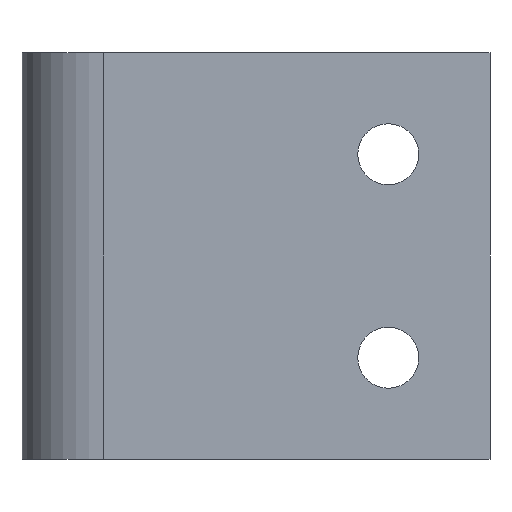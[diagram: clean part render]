
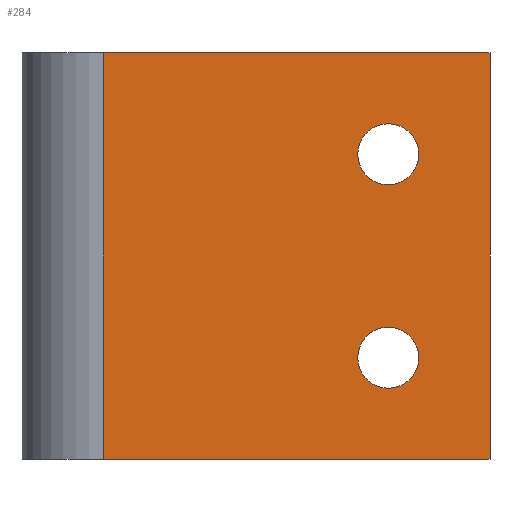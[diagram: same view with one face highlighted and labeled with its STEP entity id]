
A CAD part, front view. The second image highlights one B-rep face of the part: STEP entity #284.
In plain terms, the highlighted planar face has unit normal (0, -1, 0).
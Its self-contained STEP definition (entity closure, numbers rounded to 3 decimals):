
#14 = CIRCLE ( 'NONE', #295, 1.5 ) ;
#52 = ORIENTED_EDGE ( 'NONE', *, *, #299, .F. ) ;
#53 = DIRECTION ( 'NONE',  ( 1., 0., 0. ) ) ;
#67 = EDGE_CURVE ( 'NONE', #698, #169, #14, .T. ) ;
#74 = ORIENTED_EDGE ( 'NONE', *, *, #461, .T. ) ;
#82 = DIRECTION ( 'NONE',  ( 1., 0., 0. ) ) ;
#110 = LINE ( 'NONE', #667, #913 ) ;
#132 = DIRECTION ( 'NONE',  ( 0., 1., 0. ) ) ;
#135 = CARTESIAN_POINT ( 'NONE',  ( 18., 0., 6.5 ) ) ;
#154 = ORIENTED_EDGE ( 'NONE', *, *, #67, .T. ) ;
#159 = EDGE_CURVE ( 'NONE', #293, #210, #914, .T. ) ;
#169 = VERTEX_POINT ( 'NONE', #135 ) ;
#191 = CARTESIAN_POINT ( 'NONE',  ( 18., 0., 5. ) ) ;
#198 = CARTESIAN_POINT ( 'NONE',  ( 18., 0., -5. ) ) ;
#210 = VERTEX_POINT ( 'NONE', #580 ) ;
#214 = DIRECTION ( 'NONE',  ( 0., -1., 0. ) ) ;
#230 = CARTESIAN_POINT ( 'NONE',  ( 4., 0., -10. ) ) ;
#248 = DIRECTION ( 'NONE',  ( 0., 1., 0. ) ) ;
#268 = ORIENTED_EDGE ( 'NONE', *, *, #833, .T. ) ;
#271 = CARTESIAN_POINT ( 'NONE',  ( 0., 0., -10. ) ) ;
#280 = CIRCLE ( 'NONE', #544, 1.5 ) ;
#284 = ADVANCED_FACE ( 'NONE', ( #674, #300, #759 ), #738, .F. ) ;
#293 = VERTEX_POINT ( 'NONE', #370 ) ;
#295 = AXIS2_PLACEMENT_3D ( 'NONE', #191, #132, #701 ) ;
#299 = EDGE_CURVE ( 'NONE', #409, #475, #407, .T. ) ;
#300 = FACE_OUTER_BOUND ( 'NONE', #360, .T. ) ;
#309 = VECTOR ( 'NONE', #891, 1000. ) ;
#310 = DIRECTION ( 'NONE',  ( 0., 0., -1. ) ) ;
#360 = EDGE_LOOP ( 'NONE', ( #734, #945, #52, #268 ) ) ;
#370 = CARTESIAN_POINT ( 'NONE',  ( 18., 0., -6.5 ) ) ;
#383 = CARTESIAN_POINT ( 'NONE',  ( 4., 0., 10. ) ) ;
#393 = CARTESIAN_POINT ( 'NONE',  ( 4., 0., 10. ) ) ;
#399 = CARTESIAN_POINT ( 'NONE',  ( 23., 0., 10. ) ) ;
#407 = LINE ( 'NONE', #668, #772 ) ;
#409 = VERTEX_POINT ( 'NONE', #393 ) ;
#434 = DIRECTION ( 'NONE',  ( 0., 0., 1. ) ) ;
#443 = CARTESIAN_POINT ( 'NONE',  ( 23., 0., -10. ) ) ;
#461 = EDGE_CURVE ( 'NONE', #169, #698, #941, .T. ) ;
#475 = VERTEX_POINT ( 'NONE', #399 ) ;
#497 = ORIENTED_EDGE ( 'NONE', *, *, #740, .F. ) ;
#503 = DIRECTION ( 'NONE',  ( 0., 0., 1. ) ) ;
#544 = AXIS2_PLACEMENT_3D ( 'NONE', #198, #647, #434 ) ;
#580 = CARTESIAN_POINT ( 'NONE',  ( 18., 0., -3.5 ) ) ;
#585 = ORIENTED_EDGE ( 'NONE', *, *, #159, .F. ) ;
#595 = VECTOR ( 'NONE', #53, 1000. ) ;
#597 = EDGE_LOOP ( 'NONE', ( #497, #585 ) ) ;
#644 = VERTEX_POINT ( 'NONE', #443 ) ;
#647 = DIRECTION ( 'NONE',  ( 0., -1., 0. ) ) ;
#649 = CARTESIAN_POINT ( 'NONE',  ( 18., 0., -5. ) ) ;
#667 = CARTESIAN_POINT ( 'NONE',  ( 23., 0., 10. ) ) ;
#668 = CARTESIAN_POINT ( 'NONE',  ( 0., 0., 10. ) ) ;
#671 = EDGE_CURVE ( 'NONE', #804, #644, #802, .T. ) ;
#674 = FACE_BOUND ( 'NONE', #597, .T. ) ;
#681 = DIRECTION ( 'NONE',  ( 0., 0., 1. ) ) ;
#698 = VERTEX_POINT ( 'NONE', #803 ) ;
#701 = DIRECTION ( 'NONE',  ( 0., 0., 1. ) ) ;
#731 = DIRECTION ( 'NONE',  ( 0., 0., 1. ) ) ;
#734 = ORIENTED_EDGE ( 'NONE', *, *, #671, .T. ) ;
#738 = PLANE ( 'NONE',  #754 ) ;
#740 = EDGE_CURVE ( 'NONE', #210, #293, #280, .T. ) ;
#754 = AXIS2_PLACEMENT_3D ( 'NONE', #810, #892, #731 ) ;
#759 = FACE_BOUND ( 'NONE', #884, .T. ) ;
#772 = VECTOR ( 'NONE', #82, 1000. ) ;
#802 = LINE ( 'NONE', #271, #595 ) ;
#803 = CARTESIAN_POINT ( 'NONE',  ( 18., 0., 3.5 ) ) ;
#804 = VERTEX_POINT ( 'NONE', #230 ) ;
#810 = CARTESIAN_POINT ( 'NONE',  ( 0., 0., 10. ) ) ;
#826 = CARTESIAN_POINT ( 'NONE',  ( 18., 0., 5. ) ) ;
#833 = EDGE_CURVE ( 'NONE', #409, #804, #858, .T. ) ;
#858 = LINE ( 'NONE', #383, #309 ) ;
#884 = EDGE_LOOP ( 'NONE', ( #74, #154 ) ) ;
#887 = EDGE_CURVE ( 'NONE', #475, #644, #110, .T. ) ;
#891 = DIRECTION ( 'NONE',  ( 0., 0., -1. ) ) ;
#892 = DIRECTION ( 'NONE',  ( 0., 1., 0. ) ) ;
#900 = AXIS2_PLACEMENT_3D ( 'NONE', #826, #248, #681 ) ;
#910 = AXIS2_PLACEMENT_3D ( 'NONE', #649, #214, #503 ) ;
#913 = VECTOR ( 'NONE', #310, 1000. ) ;
#914 = CIRCLE ( 'NONE', #910, 1.5 ) ;
#941 = CIRCLE ( 'NONE', #900, 1.5 ) ;
#945 = ORIENTED_EDGE ( 'NONE', *, *, #887, .F. ) ;
